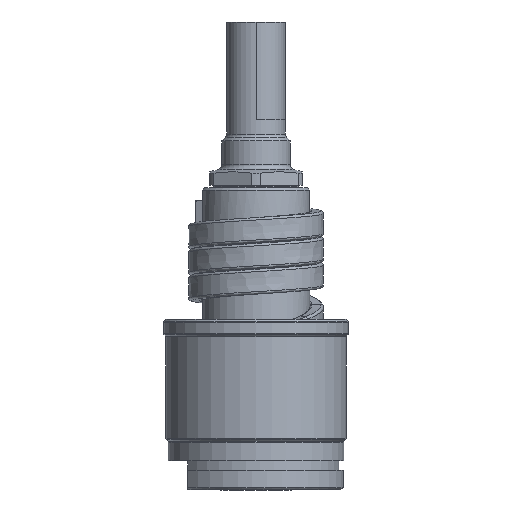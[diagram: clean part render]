
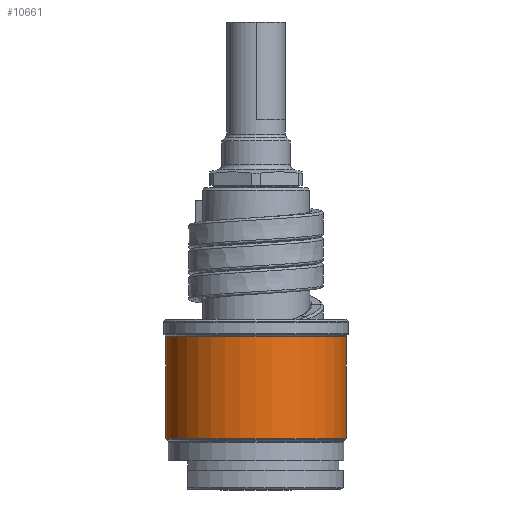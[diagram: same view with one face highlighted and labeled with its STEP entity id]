
A CAD part, front view. The second image highlights one B-rep face of the part: STEP entity #10661.
In plain terms, the highlighted cylindrical face has radius 18.5 mm (diameter 37 mm), a partial arc.
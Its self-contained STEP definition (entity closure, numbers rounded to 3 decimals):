
#3450=CARTESIAN_POINT('',(0.,0.,10.583));
#3451=DIRECTION('',(0.,0.,1.));
#3452=DIRECTION('',(-1.,0.,0.));
#3453=AXIS2_PLACEMENT_3D('',#3450,#3451,#3452);
#3455=DIRECTION('',(0.,0.,-1.));
#3456=VECTOR('',#3455,20.834);
#3457=CARTESIAN_POINT('',(-18.5,0.,31.417));
#3458=LINE('',#3457,#3456);
#3459=CARTESIAN_POINT('',(0.,0.,31.417));
#3460=DIRECTION('',(0.,0.,1.));
#3461=DIRECTION('',(-1.,0.,0.));
#3462=AXIS2_PLACEMENT_3D('',#3459,#3460,#3461);
#3464=DIRECTION('',(0.,0.,-1.));
#3465=VECTOR('',#3464,20.834);
#3466=CARTESIAN_POINT('',(18.5,0.,31.417));
#3467=LINE('',#3466,#3465);
#5340=CARTESIAN_POINT('',(18.5,0.,31.417));
#5341=CARTESIAN_POINT('',(-18.5,0.,31.417));
#5342=VERTEX_POINT('',#5340);
#5343=VERTEX_POINT('',#5341);
#5366=CARTESIAN_POINT('',(18.5,0.,10.583));
#5367=VERTEX_POINT('',#5366);
#5368=CARTESIAN_POINT('',(-18.5,0.,10.583));
#5369=VERTEX_POINT('',#5368);
#10649=CARTESIAN_POINT('',(0.,0.,8.75));
#10650=DIRECTION('',(0.,0.,1.));
#10651=DIRECTION('',(-1.,0.,0.));
#10652=AXIS2_PLACEMENT_3D('',#10649,#10650,#10651);
#10653=CYLINDRICAL_SURFACE('',#10652,18.5);
#10654=ORIENTED_EDGE('',*,*,#10630,.F.);
#10655=ORIENTED_EDGE('',*,*,#10611,.F.);
#10657=ORIENTED_EDGE('',*,*,#10656,.T.);
#10658=ORIENTED_EDGE('',*,*,#10607,.T.);
#10659=EDGE_LOOP('',(#10654,#10655,#10657,#10658));
#10660=FACE_OUTER_BOUND('',#10659,.F.);
#3454=CIRCLE('',#3453,18.5);
#3463=CIRCLE('',#3462,18.5);
#10607=EDGE_CURVE('',#5342,#5367,#3467,.T.);
#10611=EDGE_CURVE('',#5343,#5369,#3458,.T.);
#10630=EDGE_CURVE('',#5369,#5367,#3454,.T.);
#10656=EDGE_CURVE('',#5343,#5342,#3463,.T.);
#10661=ADVANCED_FACE('',(#10660),#10653,.T.);
